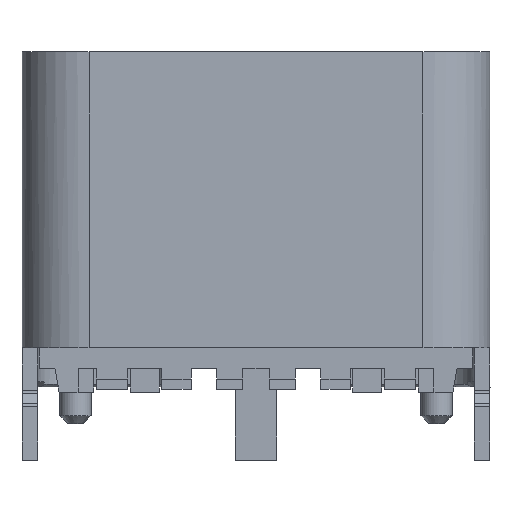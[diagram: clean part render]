
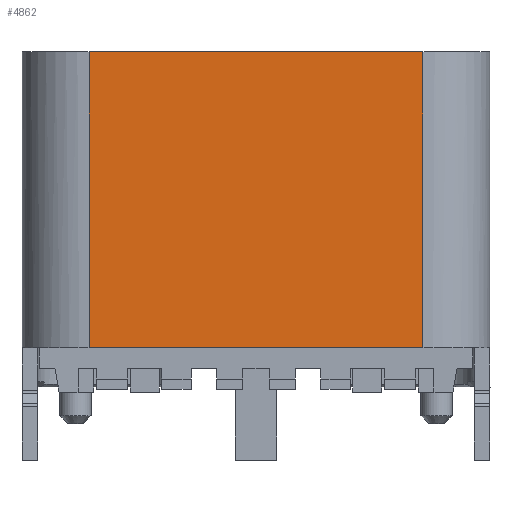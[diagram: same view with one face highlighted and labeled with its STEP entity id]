
A CAD part, front view. The second image highlights one B-rep face of the part: STEP entity #4862.
In plain terms, the highlighted planar face has unit normal (0, -1, 0).
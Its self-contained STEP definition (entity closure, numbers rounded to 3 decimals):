
#250=DIRECTION('',(1.,0.,0.));
#251=VECTOR('',#250,6.38);
#252=CARTESIAN_POINT('',(-3.19,-1.58,0.));
#253=LINE('',#252,#251);
#254=DIRECTION('',(-1.,0.,0.));
#255=VECTOR('',#254,6.38);
#256=CARTESIAN_POINT('',(3.19,-1.58,-5.65));
#257=LINE('',#256,#255);
#258=DIRECTION('',(0.,0.,1.));
#259=VECTOR('',#258,5.65);
#260=CARTESIAN_POINT('',(3.19,-1.58,-5.65));
#261=LINE('',#260,#259);
#1234=DIRECTION('',(0.,0.,-1.));
#1235=VECTOR('',#1234,5.65);
#1236=CARTESIAN_POINT('',(-3.19,-1.58,0.));
#1237=LINE('',#1236,#1235);
#3696=CARTESIAN_POINT('',(-3.19,-1.58,0.));
#3697=CARTESIAN_POINT('',(3.19,-1.58,0.));
#3698=VERTEX_POINT('',#3696);
#3699=VERTEX_POINT('',#3697);
#3996=CARTESIAN_POINT('',(-3.19,-1.58,-5.65));
#3997=VERTEX_POINT('',#3996);
#3998=CARTESIAN_POINT('',(3.19,-1.58,-5.65));
#3999=VERTEX_POINT('',#3998);
#4848=CARTESIAN_POINT('',(3.19,-1.58,-6.5));
#4849=DIRECTION('',(0.,1.,0.));
#4850=DIRECTION('',(-1.,0.,0.));
#4851=AXIS2_PLACEMENT_3D('',#4848,#4849,#4850);
#4852=PLANE('',#4851);
#4853=ORIENTED_EDGE('',*,*,#4812,.T.);
#4855=ORIENTED_EDGE('',*,*,#4854,.F.);
#4857=ORIENTED_EDGE('',*,*,#4856,.T.);
#4859=ORIENTED_EDGE('',*,*,#4858,.F.);
#4860=EDGE_LOOP('',(#4853,#4855,#4857,#4859));
#4861=FACE_OUTER_BOUND('',#4860,.F.);
#4812=EDGE_CURVE('',#3698,#3699,#253,.T.);
#4854=EDGE_CURVE('',#3999,#3699,#261,.T.);
#4856=EDGE_CURVE('',#3999,#3997,#257,.T.);
#4858=EDGE_CURVE('',#3698,#3997,#1237,.T.);
#4862=ADVANCED_FACE('',(#4861),#4852,.F.);
